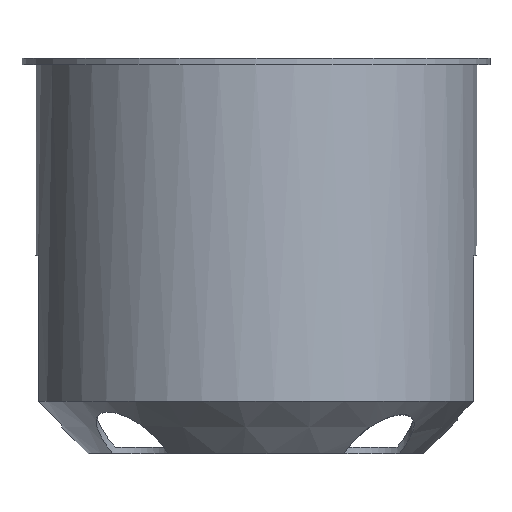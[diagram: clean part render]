
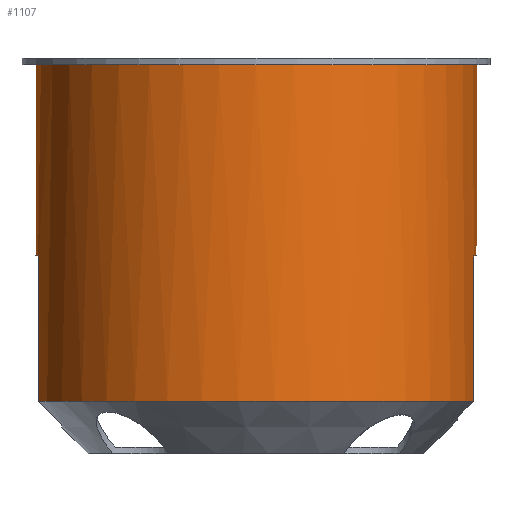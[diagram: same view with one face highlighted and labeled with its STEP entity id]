
A CAD part, front view. The second image highlights one B-rep face of the part: STEP entity #1107.
In plain terms, the highlighted cylindrical face has radius 33.5 mm (diameter 67 mm), a full revolution.
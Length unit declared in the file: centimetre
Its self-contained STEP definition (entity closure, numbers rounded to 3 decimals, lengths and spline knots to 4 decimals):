
#61=LINE('',#1886,#147);
#62=LINE('',#1889,#148);
#63=LINE('',#1891,#149);
#64=LINE('',#1894,#150);
#147=VECTOR('',#1323,0.1);
#148=VECTOR('',#1326,0.1);
#149=VECTOR('',#1327,0.1);
#150=VECTOR('',#1330,0.1);
#233=CYLINDRICAL_SURFACE('',#1178,3.35);
#252=FACE_BOUND('',#332,.T.);
#270=FACE_OUTER_BOUND('',#331,.T.);
#331=EDGE_LOOP('',(#786));
#332=EDGE_LOOP('',(#787,#788,#789,#790,#791,#792,#793,#794));
#421=CIRCLE('',#1170,3.35);
#424=CIRCLE('',#1173,3.35);
#429=CIRCLE('',#1179,3.35);
#430=CIRCLE('',#1180,3.35);
#431=CIRCLE('',#1181,3.35);
#488=VERTEX_POINT('',#1646);
#489=VERTEX_POINT('',#1647);
#492=VERTEX_POINT('',#1701);
#493=VERTEX_POINT('',#1703);
#504=VERTEX_POINT('',#1883);
#505=VERTEX_POINT('',#1885);
#506=VERTEX_POINT('',#1887);
#507=VERTEX_POINT('',#1890);
#508=VERTEX_POINT('',#1892);
#603=EDGE_CURVE('',#488,#489,#421,.T.);
#607=EDGE_CURVE('',#492,#493,#424,.T.);
#619=EDGE_CURVE('',#504,#504,#429,.T.);
#620=EDGE_CURVE('',#492,#505,#61,.T.);
#621=EDGE_CURVE('',#505,#506,#430,.T.);
#622=EDGE_CURVE('',#489,#506,#62,.T.);
#623=EDGE_CURVE('',#488,#507,#63,.T.);
#624=EDGE_CURVE('',#507,#508,#431,.T.);
#625=EDGE_CURVE('',#493,#508,#64,.T.);
#786=ORIENTED_EDGE('',*,*,#619,.T.);
#787=ORIENTED_EDGE('',*,*,#607,.F.);
#788=ORIENTED_EDGE('',*,*,#620,.T.);
#789=ORIENTED_EDGE('',*,*,#621,.T.);
#790=ORIENTED_EDGE('',*,*,#622,.F.);
#791=ORIENTED_EDGE('',*,*,#603,.F.);
#792=ORIENTED_EDGE('',*,*,#623,.T.);
#793=ORIENTED_EDGE('',*,*,#624,.T.);
#794=ORIENTED_EDGE('',*,*,#625,.F.);
#1107=ADVANCED_FACE('',(#270,#252),#233,.T.);
#1170=AXIS2_PLACEMENT_3D('',#1648,#1303,#1304);
#1173=AXIS2_PLACEMENT_3D('',#1704,#1309,#1310);
#1178=AXIS2_PLACEMENT_3D('',#1882,#1319,#1320);
#1179=AXIS2_PLACEMENT_3D('',#1884,#1321,#1322);
#1180=AXIS2_PLACEMENT_3D('',#1888,#1324,#1325);
#1181=AXIS2_PLACEMENT_3D('',#1893,#1328,#1329);
#1303=DIRECTION('center_axis',(1.,0.,0.));
#1304=DIRECTION('ref_axis',(0.,1.,0.));
#1309=DIRECTION('center_axis',(1.,0.,0.));
#1310=DIRECTION('ref_axis',(0.,1.,0.));
#1319=DIRECTION('center_axis',(-1.,0.,0.));
#1320=DIRECTION('ref_axis',(0.,1.,0.));
#1321=DIRECTION('center_axis',(1.,0.,0.));
#1322=DIRECTION('ref_axis',(0.,1.,0.));
#1323=DIRECTION('',(-1.,0.,0.));
#1324=DIRECTION('center_axis',(-1.,0.,0.));
#1325=DIRECTION('ref_axis',(0.,1.,0.));
#1326=DIRECTION('',(-1.,0.,0.));
#1327=DIRECTION('',(-1.,0.,0.));
#1328=DIRECTION('center_axis',(-1.,0.,0.));
#1329=DIRECTION('ref_axis',(0.,1.,0.));
#1330=DIRECTION('',(-1.,0.,0.));
#1646=CARTESIAN_POINT('',(5.2,0.55,-3.3045));
#1647=CARTESIAN_POINT('',(5.2,0.55,3.3045));
#1648=CARTESIAN_POINT('Origin',(5.2,0.,0.));
#1701=CARTESIAN_POINT('',(5.2,-0.55,3.3045));
#1703=CARTESIAN_POINT('',(5.2,-0.55,-3.3045));
#1704=CARTESIAN_POINT('Origin',(5.2,0.,0.));
#1882=CARTESIAN_POINT('Origin',(2.65,0.,0.));
#1883=CARTESIAN_POINT('',(0.1,-3.35,0.));
#1884=CARTESIAN_POINT('Origin',(0.1,0.,0.));
#1885=CARTESIAN_POINT('',(3.,-0.55,3.3045));
#1886=CARTESIAN_POINT('',(2.65,-0.55,3.3045));
#1887=CARTESIAN_POINT('',(3.,0.55,3.3045));
#1888=CARTESIAN_POINT('Origin',(3.,0.,0.));
#1889=CARTESIAN_POINT('',(2.65,0.55,3.3045));
#1890=CARTESIAN_POINT('',(3.,0.55,-3.3045));
#1891=CARTESIAN_POINT('',(2.65,0.55,-3.3045));
#1892=CARTESIAN_POINT('',(3.,-0.55,-3.3045));
#1893=CARTESIAN_POINT('Origin',(3.,0.,0.));
#1894=CARTESIAN_POINT('',(2.65,-0.55,-3.3045));
